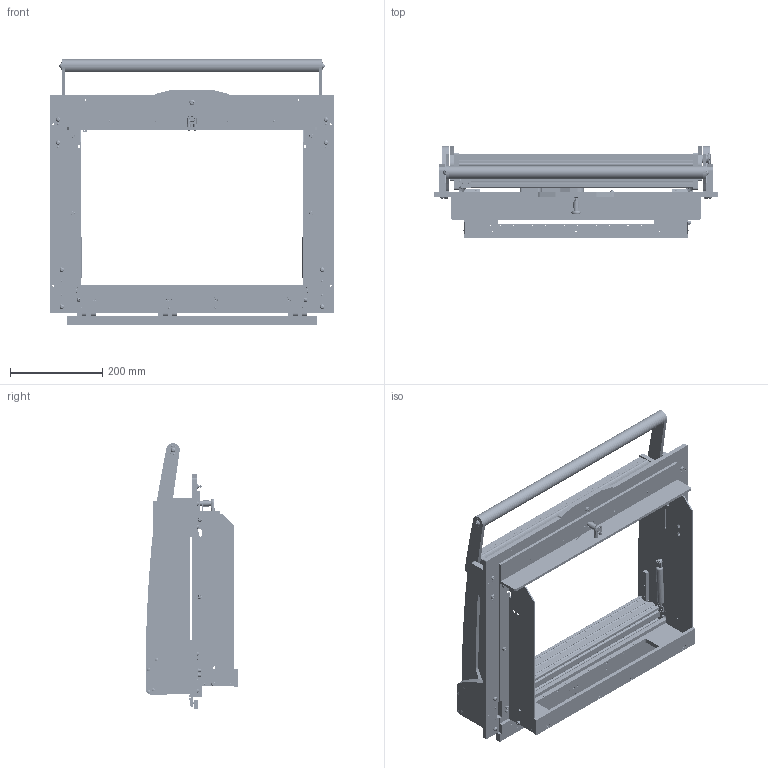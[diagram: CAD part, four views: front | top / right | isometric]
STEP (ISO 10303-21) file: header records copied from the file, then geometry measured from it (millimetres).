
FILE_DESCRIPTION (( 'STEP AP214' ), '1' );
FILE_NAME ('43570~1.STEP', '2017-07-18T12:09:55', ( '' ), ( '' ), 'SwSTEP 2.0', 'SolidWorks 2016', '' );
FILE_SCHEMA (( 'AUTOMOTIVE_DESIGN' ));
Length unit declared in the file: millimetre
Products named in the file (79): 3692~0; DIN912~n_M04,0x012; 38827~0_S; DIN7991~n_M05,0x016; 43495~0_S; 31253~0_S; 2665~0_3 m6 x 10; 32341~6_S; 43497~1_KUNDE<S>; DIN912~n_M05,0x012; 2833~0_d 5; 35651~0_S; ISO7380~n_M03,0x005; 37967~0_L„nge_125 min <Standard>; K_33808~0_4 m6 x 12; 43494~1_KUNDE<S>; 35151~0_S; 16320~0; 43582~4_KUNDE<S>; 3011~0; 40337~0_S; 3521~0_Spring Pin ISO 8752 - 3 x 16 - St; 40321~0_S; 37972~4_S; DIN912~n_M04,0x020; 43579~0_KUNDE<S>; 40336~0_S; 2680~0_4 m6 x 20; 32578~1_S; DIN7991~n_M05,0x020; 35649~1_S; 3012~0_S; 2679~0_4 m6 x 16; 37968~1_S; 40322~0_S; 31109~0; 37758~2_KUNDE<S>; 30618~4_S; 3010~0; 35097~0 ...
Assembly tree (194 placements, depth 3):
  43570~1
    43491~3
    43586~0_KUNDE<S>  x2
    43579~0_KUNDE<S>  x2
    43497~1_KUNDE<S>  x2
    37756~3_KUNDE<S>
    37758~2_KUNDE<S>
    32339~4_S
    43581~4_KUNDE<S>
    43582~4_KUNDE<S>
    43494~1_KUNDE<S>
    43493~1_KUNDE<S>
    35651~0_S
    35649~1_S
    31253~0_S
    37968~1_S
    37972~4_S
    37971~7_S
    37973~3_S
    32341~6_S
    38827~0_S
    31666~1_S
    31443~1
    31442~5_mit Zentrierstifen <S>
    43587~0_S
    32724~1
    34328~1_S  x2
    35151~0_S
    43495~0_S  x8
    22093~0  x2
    53031~0_S
    39059~0_S
      39059_Knopf~0_S
      39059_Grundkörper~0_S
    2281~0_180ø<Standard>  x3
      2281~0
    32587~4_S
    35097~0
    ISO7380~n_M03,0x005  x2
    32578~1_S  x2
    40322~0_S
      39899~0_S
      DIN6325~n_04,0m6x012
      39897~0_S
      30618~4_S
      40337~0_S
      40336~0_S
      4971~0
    40321~0_S
      39898~0_S
      DIN6325~n_04,0m6x012
      39897~0_S
      30618~4_S
      40337~0_S
      40336~0_S
      4971~0
    3012~0_S  x4
    2833~0_d 5  x2
    37967~0_L„nge_125 min <Standard>
    35469~0_L„nge =125 min eingefahren <Standard>
Bounding box: 616 x 198 x 574.33 mm (x, y, z)
Volume: 4725144.8 mm3; surface area: 1992625.9 mm2
Topology: 199 solids, 199 shells, 4768 faces, 11620 edges, 7285 vertices
Faces by surface type: plane 1865, cylinder 1825, cone 832, sphere 112, torus 75, bspline 59
Entity records: 98591 total; most frequent: CARTESIAN_POINT 16681, DIRECTION 15552, ORIENTED_EDGE 13968, EDGE_CURVE 6984, AXIS2_PLACEMENT_3D 5924, VERTEX_POINT 4468, VECTOR 3704, LINE 3704
